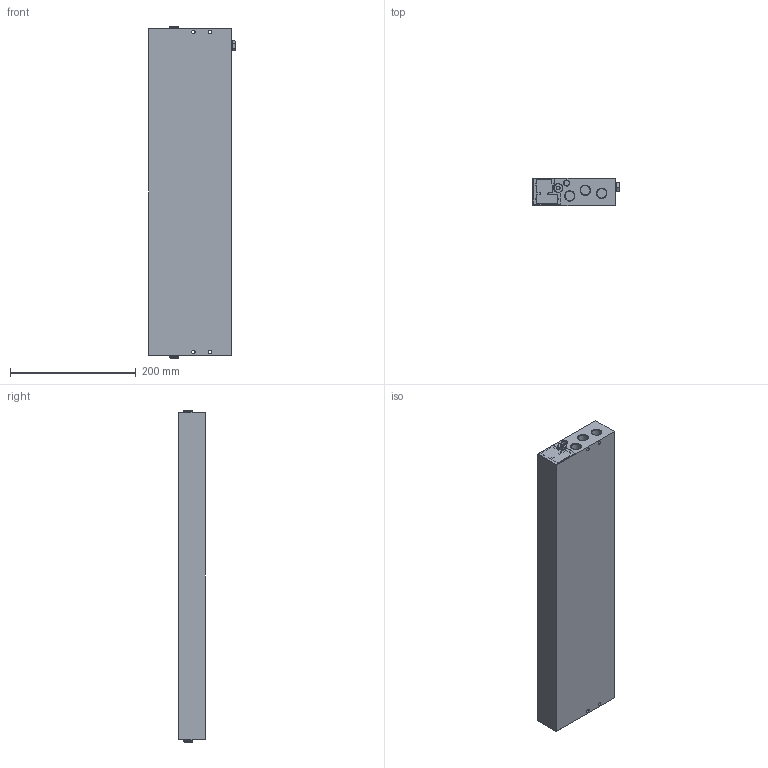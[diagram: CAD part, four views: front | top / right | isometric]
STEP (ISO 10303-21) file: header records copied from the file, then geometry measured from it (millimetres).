
FILE_DESCRIPTION(/* description */ ('STEP AP214'),/* implementation_level */ '2;1');
FILE_NAME(/* name */ '8004926_VABM-L1-18W-G38-24-M-G',/* time_stamp */ '2024-09-16T02:32:05+02:00',/* author */ ('License CC BY-ND 4.0'),/* organization */ ('CADENAS'),/* preprocessor_version */ 'ST-DEVELOPER v19.3',/* originating_system */ 'PARTsolutions',/* authorisation */ ' ');
FILE_SCHEMA (('AUTOMOTIVE_DESIGN {1 0 10303 214 3 1 1}'));
Length unit declared in the file: millimetre
Products named in the file (4): 8004926 VABM-L1-18W-G38-24-M-G; 8004926 VABM-L1-18W-G38-24-M-G---(L1-P); 3568 B-1/8; 2069394 VTUG---(VS)
Assembly tree (4 placements, depth 2):
  8004926 VABM-L1-18W-G38-24-M-G
    8004926 VABM-L1-18W-G38-24-M-G---(L1-P)
    3568 B-1/8  x2
    2069394 VTUG---(VS)
Bounding box: 137.3 x 42.5 x 528.7 mm (x, y, z)
Volume: 2197166.7 mm3; surface area: 353437.6 mm2
Topology: 4 solids, 4 shells, 1390 faces, 3045 edges, 1954 vertices
Faces by surface type: plane 568, cylinder 531, cone 285, torus 6
Full cylindrical faces by diameter (mm): 1.015 x2, 1.305 x2, 2 x48, 2.459 x52, 2.6 x4, 2.7 x48, 4 x48, 4.134 x1, 4.5 x24, 5 x3, 5.5 x4, 6 x1, 7.8 x96, 8 x49, 8.566 x5, 9 x24, 9.728 x3, 11.445 x48, 12.6 x2, 13.15 x1, 13.8 x1, 14 x4, 14.95 x6
Entity records: 33387 total; most frequent: DIRECTION 6056, CARTESIAN_POINT 5575, ORIENTED_EDGE 4188, AXIS2_PLACEMENT_3D 2665, FACE_BOUND 2662, EDGE_LOOP 2608, EDGE_CURVE 2094, VERTEX_POINT 1818
